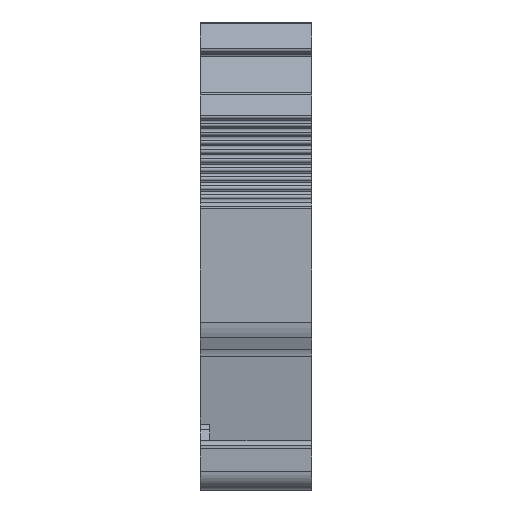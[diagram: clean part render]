
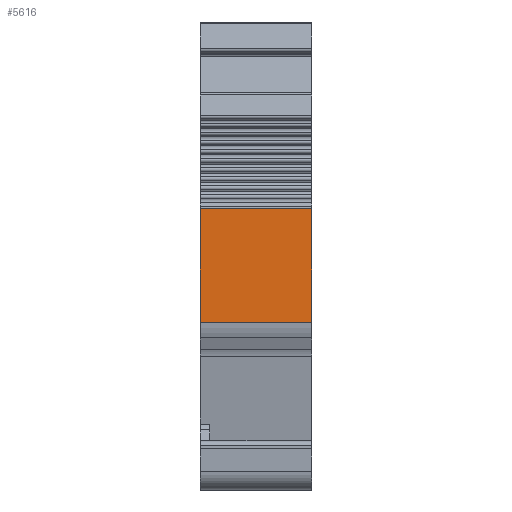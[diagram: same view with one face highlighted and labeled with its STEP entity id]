
A CAD part, left-side view. The second image highlights one B-rep face of the part: STEP entity #5616.
In plain terms, the highlighted planar face has unit normal (-1, 0, 0).
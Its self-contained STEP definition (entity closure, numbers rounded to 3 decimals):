
#737=ORIENTED_EDGE('',*,*,#2294,.F.);
#738=ORIENTED_EDGE('',*,*,#2484,.F.);
#739=ORIENTED_EDGE('',*,*,#2485,.T.);
#740=ORIENTED_EDGE('',*,*,#2486,.T.);
#2294=EDGE_CURVE('',#3171,#3172,#3720,.T.);
#2484=EDGE_CURVE('',#3355,#3171,#3820,.T.);
#2485=EDGE_CURVE('',#3355,#3356,#3821,.T.);
#2486=EDGE_CURVE('',#3356,#3172,#3822,.T.);
#3171=VERTEX_POINT('',#8447);
#3172=VERTEX_POINT('',#8449);
#3355=VERTEX_POINT('',#8829);
#3356=VERTEX_POINT('',#8831);
#3720=LINE('',#8448,#4286);
#3820=LINE('',#8828,#4386);
#3821=LINE('',#8830,#4387);
#3822=LINE('',#8832,#4388);
#4286=VECTOR('',#6636,1000.);
#4386=VECTOR('',#6930,1000.);
#4387=VECTOR('',#6931,1000.);
#4388=VECTOR('',#6932,1000.);
#4841=EDGE_LOOP('',(#737,#738,#739,#740));
#5154=FACE_BOUND('',#4841,.T.);
#5464=PLANE('',#6059);
#5616=ADVANCED_FACE('',(#5154),#5464,.F.);
#6059=AXIS2_PLACEMENT_3D('',#8827,#6928,#6929);
#6636=DIRECTION('',(0.,0.,-1.));
#6928=DIRECTION('',(1.,0.,0.));
#6929=DIRECTION('',(0.,0.,-1.));
#6930=DIRECTION('',(0.,-1.,0.));
#6931=DIRECTION('',(0.,0.,-1.));
#6932=DIRECTION('',(0.,-1.,0.));
#8447=CARTESIAN_POINT('',(-40.5,-5.6,13.461));
#8448=CARTESIAN_POINT('',(-40.5,-5.6,33.6));
#8449=CARTESIAN_POINT('',(-40.5,-5.6,1.194));
#8827=CARTESIAN_POINT('',(-40.5,-5.6,33.6));
#8828=CARTESIAN_POINT('',(-40.5,27.626,13.461));
#8829=CARTESIAN_POINT('',(-40.5,6.4,13.461));
#8830=CARTESIAN_POINT('',(-40.5,6.4,33.6));
#8831=CARTESIAN_POINT('',(-40.5,6.4,1.194));
#8832=CARTESIAN_POINT('',(-40.5,90.605,1.194));
